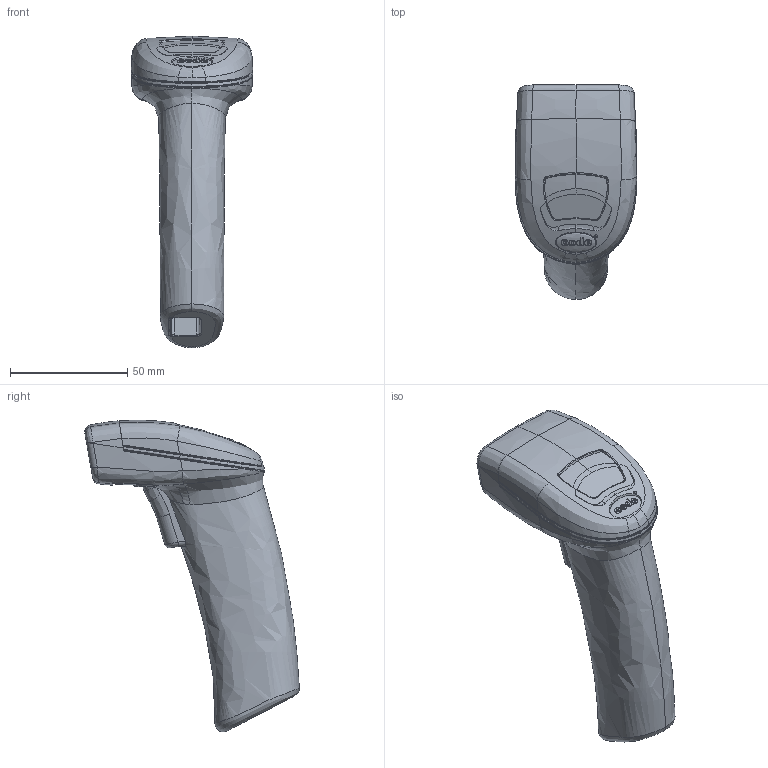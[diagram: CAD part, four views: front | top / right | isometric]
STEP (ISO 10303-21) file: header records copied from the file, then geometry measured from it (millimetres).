
FILE_DESCRIPTION (( 'STEP AP214' ), '1' );
FILE_NAME ('CR950_NEW_2.STEP', '2020-11-02T17:25:17', ( '' ), ( '' ), 'SwSTEP 2.0', 'SolidWorks 2019', '' );
FILE_SCHEMA (( 'AUTOMOTIVE_DESIGN' ));
Length unit declared in the file: inch
Products named in the file (1): CR950_NEW_2
Bounding box: 51.84 x 91.38 x 132.75 mm (x, y, z)
Volume: 74930.5 mm3; surface area: 63248 mm2
Topology: 4 solids, 6 shells, 2158 faces, 6095 edges, 3978 vertices
Faces by surface type: plane 947, bspline 749, cylinder 316, cone 106, sphere 24, torus 16
Full cylindrical faces by diameter (mm): 0.46 x20, 1 x12, 3 x2
Entity records: 136041 total; most frequent: CARTESIAN_POINT 89245, ORIENTED_EDGE 11930, DIRECTION 6406, EDGE_CURVE 5965, VERTEX_POINT 3928, B_SPLINE_CURVE_WITH_KNOTS 2457, VECTOR 2438, LINE 2438
